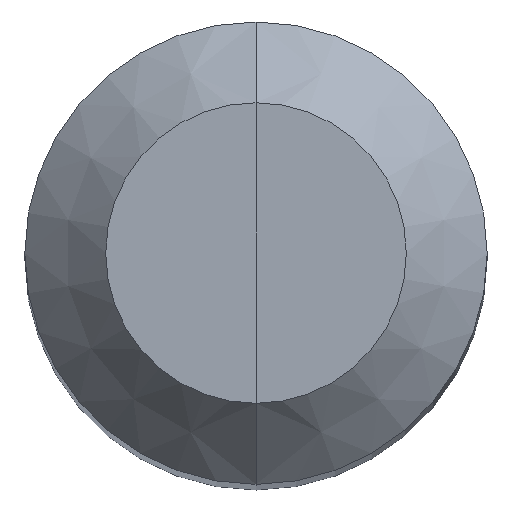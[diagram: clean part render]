
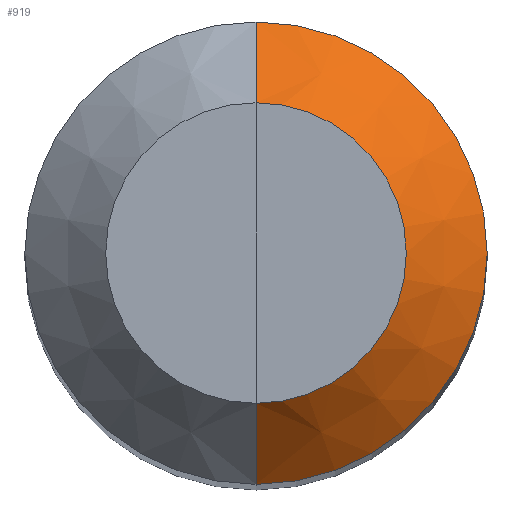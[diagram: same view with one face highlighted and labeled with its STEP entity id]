
A CAD part, top view. The second image highlights one B-rep face of the part: STEP entity #919.
In plain terms, the highlighted conical face has half-angle 45 degrees and reference radius 2 mm.
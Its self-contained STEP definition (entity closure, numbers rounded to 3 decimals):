
#805 = CYLINDRICAL_SURFACE('',#806,2.);
#806 = AXIS2_PLACEMENT_3D('',#807,#808,#809);
#807 = CARTESIAN_POINT('',(0.,0.,-28.677));
#808 = DIRECTION('',(0.,0.,1.));
#809 = DIRECTION('',(0.,-1.,0.));
#843 = VERTEX_POINT('',#844);
#844 = CARTESIAN_POINT('',(0.,2.,-0.7));
#870 = EDGE_CURVE('',#871,#843,#873,.T.);
#871 = VERTEX_POINT('',#872);
#872 = CARTESIAN_POINT('',(0.,-2.,-0.7));
#873 = SURFACE_CURVE('',#874,(#879,#886),.PCURVE_S1.);
#874 = CIRCLE('',#875,2.);
#875 = AXIS2_PLACEMENT_3D('',#876,#877,#878);
#876 = CARTESIAN_POINT('',(0.,0.,-0.7));
#877 = DIRECTION('',(0.,0.,1.));
#878 = DIRECTION('',(0.,-1.,0.));
#879 = PCURVE('',#805,#880);
#880 = DEFINITIONAL_REPRESENTATION('',(#881),#885);
#881 = LINE('',#882,#883);
#882 = CARTESIAN_POINT('',(0.,27.977));
#883 = VECTOR('',#884,1.);
#884 = DIRECTION('',(1.,0.));
#885 = ( GEOMETRIC_REPRESENTATION_CONTEXT(2) 
PARAMETRIC_REPRESENTATION_CONTEXT() REPRESENTATION_CONTEXT('2D SPACE',''
  ) );
#886 = PCURVE('',#887,#892);
#887 = CONICAL_SURFACE('',#888,2.,0.785);
#888 = AXIS2_PLACEMENT_3D('',#889,#890,#891);
#889 = CARTESIAN_POINT('',(0.,0.,-0.7));
#890 = DIRECTION('',(-0.,-0.,-1.));
#891 = DIRECTION('',(0.,-1.,0.));
#892 = DEFINITIONAL_REPRESENTATION('',(#893),#897);
#893 = LINE('',#894,#895);
#894 = CARTESIAN_POINT('',(-0.,-0.));
#895 = VECTOR('',#896,1.);
#896 = DIRECTION('',(-1.,-0.));
#897 = ( GEOMETRIC_REPRESENTATION_CONTEXT(2) 
PARAMETRIC_REPRESENTATION_CONTEXT() REPRESENTATION_CONTEXT('2D SPACE',''
  ) );
#919 = ADVANCED_FACE('',(#920),#887,.T.);
#920 = FACE_BOUND('',#921,.T.);
#921 = EDGE_LOOP('',(#922,#923,#951,#980));
#922 = ORIENTED_EDGE('',*,*,#870,.T.);
#923 = ORIENTED_EDGE('',*,*,#924,.T.);
#924 = EDGE_CURVE('',#843,#925,#927,.T.);
#925 = VERTEX_POINT('',#926);
#926 = CARTESIAN_POINT('',(0.,1.3,0.));
#927 = SURFACE_CURVE('',#928,(#932,#939),.PCURVE_S1.);
#928 = LINE('',#929,#930);
#929 = CARTESIAN_POINT('',(0.,2.,-0.7));
#930 = VECTOR('',#931,1.);
#931 = DIRECTION('',(0.,-0.707,0.707)
  );
#932 = PCURVE('',#887,#933);
#933 = DEFINITIONAL_REPRESENTATION('',(#934),#938);
#934 = LINE('',#935,#936);
#935 = CARTESIAN_POINT('',(-3.142,-0.));
#936 = VECTOR('',#937,1.);
#937 = DIRECTION('',(-0.,-1.));
#938 = ( GEOMETRIC_REPRESENTATION_CONTEXT(2) 
PARAMETRIC_REPRESENTATION_CONTEXT() REPRESENTATION_CONTEXT('2D SPACE',''
  ) );
#939 = PCURVE('',#940,#945);
#940 = CONICAL_SURFACE('',#941,2.,0.785);
#941 = AXIS2_PLACEMENT_3D('',#942,#943,#944);
#942 = CARTESIAN_POINT('',(0.,0.,-0.7));
#943 = DIRECTION('',(-0.,-0.,-1.));
#944 = DIRECTION('',(0.,-1.,0.));
#945 = DEFINITIONAL_REPRESENTATION('',(#946),#950);
#946 = LINE('',#947,#948);
#947 = CARTESIAN_POINT('',(3.142,-0.));
#948 = VECTOR('',#949,1.);
#949 = DIRECTION('',(0.,-1.));
#950 = ( GEOMETRIC_REPRESENTATION_CONTEXT(2) 
PARAMETRIC_REPRESENTATION_CONTEXT() REPRESENTATION_CONTEXT('2D SPACE',''
  ) );
#951 = ORIENTED_EDGE('',*,*,#952,.F.);
#952 = EDGE_CURVE('',#953,#925,#955,.T.);
#953 = VERTEX_POINT('',#954);
#954 = CARTESIAN_POINT('',(0.,-1.3,0.));
#955 = SURFACE_CURVE('',#956,(#961,#968),.PCURVE_S1.);
#956 = CIRCLE('',#957,1.3);
#957 = AXIS2_PLACEMENT_3D('',#958,#959,#960);
#958 = CARTESIAN_POINT('',(0.,0.,0.));
#959 = DIRECTION('',(0.,0.,1.));
#960 = DIRECTION('',(0.,-1.,0.));
#961 = PCURVE('',#887,#962);
#962 = DEFINITIONAL_REPRESENTATION('',(#963),#967);
#963 = LINE('',#964,#965);
#964 = CARTESIAN_POINT('',(-0.,-0.7));
#965 = VECTOR('',#966,1.);
#966 = DIRECTION('',(-1.,-0.));
#967 = ( GEOMETRIC_REPRESENTATION_CONTEXT(2) 
PARAMETRIC_REPRESENTATION_CONTEXT() REPRESENTATION_CONTEXT('2D SPACE',''
  ) );
#968 = PCURVE('',#969,#974);
#969 = PLANE('',#970);
#970 = AXIS2_PLACEMENT_3D('',#971,#972,#973);
#971 = CARTESIAN_POINT('',(0.,0.,0.));
#972 = DIRECTION('',(0.,0.,1.));
#973 = DIRECTION('',(0.,-1.,0.));
#974 = DEFINITIONAL_REPRESENTATION('',(#975),#979);
#975 = CIRCLE('',#976,1.3);
#976 = AXIS2_PLACEMENT_2D('',#977,#978);
#977 = CARTESIAN_POINT('',(0.,0.));
#978 = DIRECTION('',(1.,0.));
#979 = ( GEOMETRIC_REPRESENTATION_CONTEXT(2) 
PARAMETRIC_REPRESENTATION_CONTEXT() REPRESENTATION_CONTEXT('2D SPACE',''
  ) );
#980 = ORIENTED_EDGE('',*,*,#981,.F.);
#981 = EDGE_CURVE('',#871,#953,#982,.T.);
#982 = SURFACE_CURVE('',#983,(#987,#994),.PCURVE_S1.);
#983 = LINE('',#984,#985);
#984 = CARTESIAN_POINT('',(0.,-2.,-0.7));
#985 = VECTOR('',#986,1.);
#986 = DIRECTION('',(0.,0.707,0.707));
#987 = PCURVE('',#887,#988);
#988 = DEFINITIONAL_REPRESENTATION('',(#989),#993);
#989 = LINE('',#990,#991);
#990 = CARTESIAN_POINT('',(-0.,-0.));
#991 = VECTOR('',#992,1.);
#992 = DIRECTION('',(-0.,-1.));
#993 = ( GEOMETRIC_REPRESENTATION_CONTEXT(2) 
PARAMETRIC_REPRESENTATION_CONTEXT() REPRESENTATION_CONTEXT('2D SPACE',''
  ) );
#994 = PCURVE('',#940,#995);
#995 = DEFINITIONAL_REPRESENTATION('',(#996),#1000);
#996 = LINE('',#997,#998);
#997 = CARTESIAN_POINT('',(0.,-0.));
#998 = VECTOR('',#999,1.);
#999 = DIRECTION('',(0.,-1.));
#1000 = ( GEOMETRIC_REPRESENTATION_CONTEXT(2) 
PARAMETRIC_REPRESENTATION_CONTEXT() REPRESENTATION_CONTEXT('2D SPACE',''
  ) );
